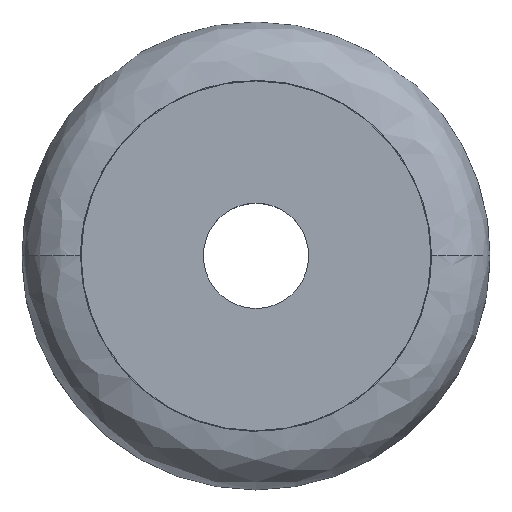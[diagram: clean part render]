
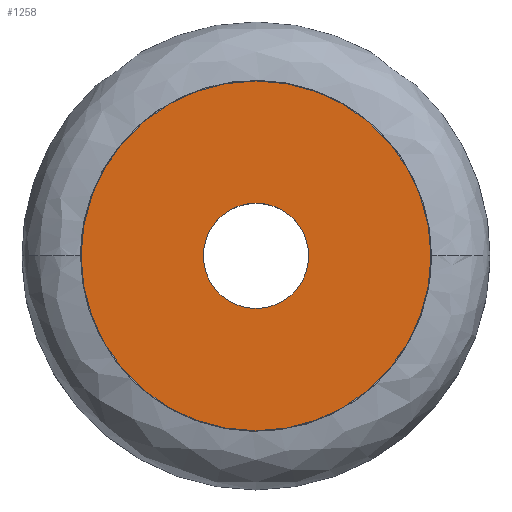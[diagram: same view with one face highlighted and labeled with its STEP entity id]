
A CAD part, top view. The second image highlights one B-rep face of the part: STEP entity #1258.
In plain terms, the highlighted face is planar.
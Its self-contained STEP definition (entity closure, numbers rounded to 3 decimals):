
#23 = VERTEX_POINT ( 'NONE', #733 ) ;
#27 = AXIS2_PLACEMENT_3D ( 'NONE', #507, #209, #1271 ) ;
#28 = DIRECTION ( 'NONE',  ( 0., 0., 1. ) ) ;
#32 = EDGE_LOOP ( 'NONE', ( #1114, #169 ) ) ;
#91 = CARTESIAN_POINT ( 'NONE',  ( 0., 0., -14.95 ) ) ;
#169 = ORIENTED_EDGE ( 'NONE', *, *, #399, .F. ) ;
#209 = DIRECTION ( 'NONE',  ( 0., 1., 0. ) ) ;
#219 = EDGE_LOOP ( 'NONE', ( #423, #885 ) ) ;
#224 = DIRECTION ( 'NONE',  ( 0., 1., 0. ) ) ;
#289 = EDGE_CURVE ( 'NONE', #443, #23, #961, .T. ) ;
#301 = AXIS2_PLACEMENT_3D ( 'NONE', #953, #224, #748 ) ;
#303 = AXIS2_PLACEMENT_3D ( 'NONE', #819, #1122, #488 ) ;
#399 = EDGE_CURVE ( 'NONE', #1096, #816, #1143, .T. ) ;
#422 = DIRECTION ( 'NONE',  ( 0., 1., 0. ) ) ;
#423 = ORIENTED_EDGE ( 'NONE', *, *, #289, .T. ) ;
#443 = VERTEX_POINT ( 'NONE', #801 ) ;
#488 = DIRECTION ( 'NONE',  ( 0., 0., 1. ) ) ;
#507 = CARTESIAN_POINT ( 'NONE',  ( 0., 0., 0. ) ) ;
#561 = DIRECTION ( 'NONE',  ( 0., 0., 1. ) ) ;
#686 = CARTESIAN_POINT ( 'NONE',  ( 0., 0., 14.95 ) ) ;
#693 = PLANE ( 'NONE',  #303 ) ;
#733 = CARTESIAN_POINT ( 'NONE',  ( 0., 0., 4.5 ) ) ;
#744 = CIRCLE ( 'NONE', #1146, 4.5 ) ;
#748 = DIRECTION ( 'NONE',  ( 0., 0., 1. ) ) ;
#801 = CARTESIAN_POINT ( 'NONE',  ( 0., 0., -4.5 ) ) ;
#812 = AXIS2_PLACEMENT_3D ( 'NONE', #882, #1108, #28 ) ;
#816 = VERTEX_POINT ( 'NONE', #91 ) ;
#819 = CARTESIAN_POINT ( 'NONE',  ( 0., 0., 0. ) ) ;
#882 = CARTESIAN_POINT ( 'NONE',  ( 0., 0., 0. ) ) ;
#885 = ORIENTED_EDGE ( 'NONE', *, *, #1053, .T. ) ;
#953 = CARTESIAN_POINT ( 'NONE',  ( 0., 0., 0. ) ) ;
#961 = CIRCLE ( 'NONE', #27, 4.5 ) ;
#965 = EDGE_CURVE ( 'NONE', #816, #1096, #1235, .T. ) ;
#1022 = FACE_OUTER_BOUND ( 'NONE', #32, .T. ) ;
#1028 = FACE_BOUND ( 'NONE', #219, .T. ) ;
#1053 = EDGE_CURVE ( 'NONE', #23, #443, #744, .T. ) ;
#1060 = CARTESIAN_POINT ( 'NONE',  ( 0., 0., 0. ) ) ;
#1096 = VERTEX_POINT ( 'NONE', #686 ) ;
#1108 = DIRECTION ( 'NONE',  ( 0., 1., 0. ) ) ;
#1114 = ORIENTED_EDGE ( 'NONE', *, *, #965, .F. ) ;
#1122 = DIRECTION ( 'NONE',  ( 0., 1., 0. ) ) ;
#1143 = CIRCLE ( 'NONE', #812, 14.95 ) ;
#1146 = AXIS2_PLACEMENT_3D ( 'NONE', #1060, #422, #561 ) ;
#1235 = CIRCLE ( 'NONE', #301, 14.95 ) ;
#1258 = ADVANCED_FACE ( 'NONE', ( #1022, #1028 ), #693, .F. ) ;
#1271 = DIRECTION ( 'NONE',  ( 0., 0., 1. ) ) ;
